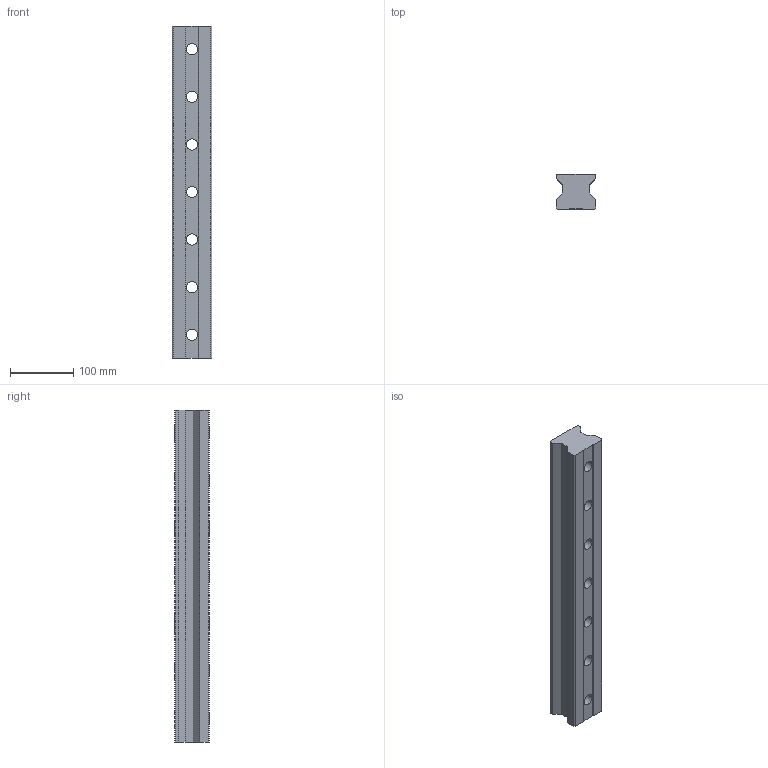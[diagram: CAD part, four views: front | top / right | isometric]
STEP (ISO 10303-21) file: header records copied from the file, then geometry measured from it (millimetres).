
FILE_DESCRIPTION (( 'STEP AP214' ), '1' );
FILE_NAME ('CAD_RMG65LC_Skena_Rollco.STEP', '2022-06-23T09:10:12', ( '' ), ( '' ), 'SwSTEP 2.0', 'SolidWorks 2021', '' );
FILE_SCHEMA (( 'AUTOMOTIVE_DESIGN' ));
Length unit declared in the file: millimetre
Products named in the file (2): Guida MG65 clienti.stp; CAD_RMG65LC_Skena_Rollco
Assembly tree (1 placements, depth 2):
  CAD_RMG65LC_Skena_Rollco
    Guida MG65 clienti.stp
Bounding box: 63 x 55 x 523 mm (x, y, z)
Volume: 1416738.8 mm3; surface area: 158852.5 mm2
Topology: 1 solids, 1 shells, 57 faces, 144 edges, 96 vertices
Faces by surface type: plane 29, bspline 14, cylinder 14
Entity records: 1996 total; most frequent: CARTESIAN_POINT 553, ORIENTED_EDGE 288, DIRECTION 280, EDGE_CURVE 144, AXIS2_PLACEMENT_3D 103, VERTEX_POINT 96, EDGE_LOOP 78, VECTOR 74
